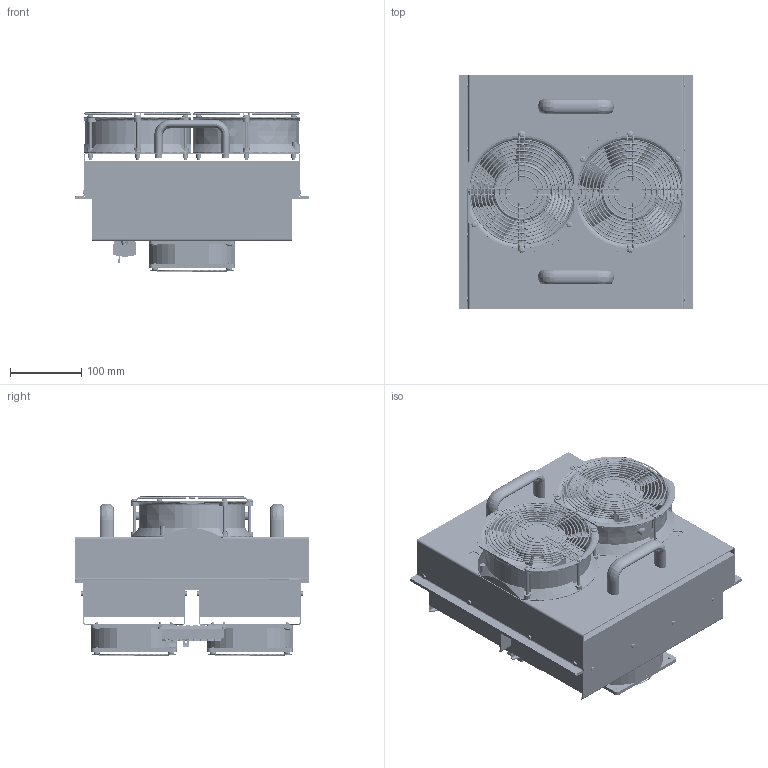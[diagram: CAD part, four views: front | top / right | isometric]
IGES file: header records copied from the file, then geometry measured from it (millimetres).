
Start section: SolidWorks IGES file using analytic representation for surfaces
Global section: file name: AA-480-24-44-00-XX.IGS; native system: SolidWorks 2016; preprocessor: SolidWorks 2016; author: Jia.Zhi; date: 181220.141228; units: millimetre
Bounding box: 330 x 330 x 225.37 mm (x, y, z)
Surface area: 1113453 mm2 (no closed solid volume)
Topology: 0 solids, 0 shells, 3042 faces, 43402 edges, 43392 vertices
Faces by surface type: bspline 1979, revolution 1063
